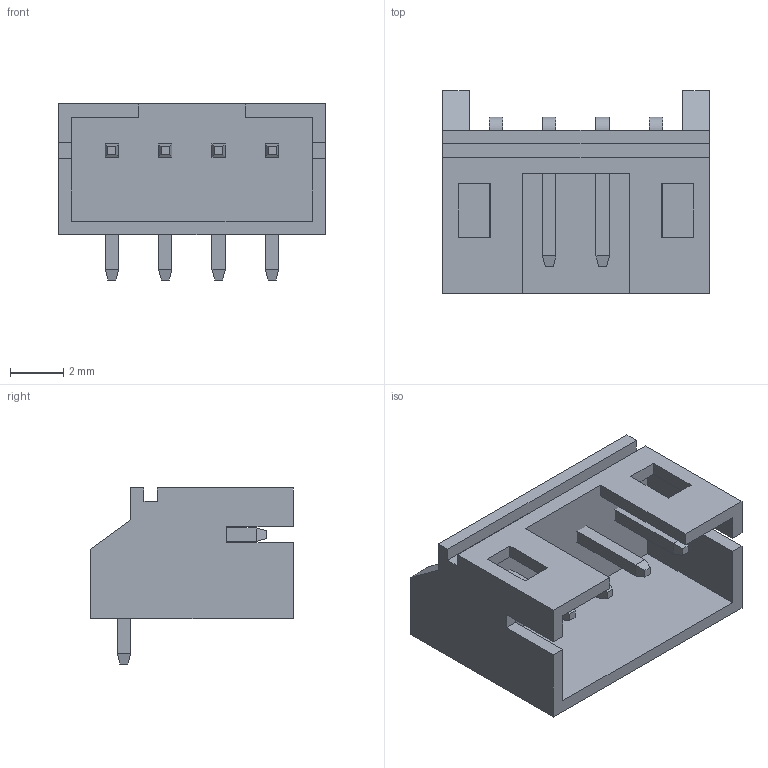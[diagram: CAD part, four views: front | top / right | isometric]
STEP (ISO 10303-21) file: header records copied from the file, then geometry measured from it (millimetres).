
FILE_DESCRIPTION (( 'STEP AP214' ), '1' );
FILE_NAME ('3D_PCB1_2025-05-14(2).STEP', '2025-05-14T08:04:59', ( '' ), ( '' ), 'SwSTEP 2.0', 'SolidWorks 2022', '' );
FILE_SCHEMA (( 'AUTOMOTIVE_DESIGN' ));
Length unit declared in the file: millimetre
Products named in the file (3): 3D_PCB1_2025-05-14(2); CONN-TH_4P-P2.00_CST_CS-1125R-04A1.7MM~CONN-TH_4P-P2.00_CST_CS-1125R-04A1.7MM~WQYP.step; CN1~CONN-TH_4P-P2.00_CST_CS-1125R-04A1.7MM~CONN-TH_4P-P2.00_CST_CS-1125R-04A1.7MM~WQYP.step
Assembly tree (2 placements, depth 3):
  3D_PCB1_2025-05-14(2)
    CN1~CONN-TH_4P-P2.00_CST_CS-1125R-04A1.7MM~CONN-TH_4P-P2.00_CST_CS-1125R-04A1.7MM~WQYP.step
      CONN-TH_4P-P2.00_CST_CS-1125R-04A1.7MM~CONN-TH_4P-P2.00_CST_CS-1125R-04A1.7MM~WQYP.step
Bounding box: 10 x 7.6 x 6.6 mm (x, y, z)
Volume: 141.6 mm3; surface area: 485.1 mm2
Topology: 18 solids, 18 shells, 418 faces, 1093 edges, 718 vertices
Faces by surface type: plane 298, bspline 112, cylinder 8
Entity records: 14753 total; most frequent: CARTESIAN_POINT 4339, ORIENTED_EDGE 2186, DIRECTION 1505, EDGE_CURVE 1093, LINE 849, VECTOR 849, VERTEX_POINT 718, EDGE_LOOP 441
